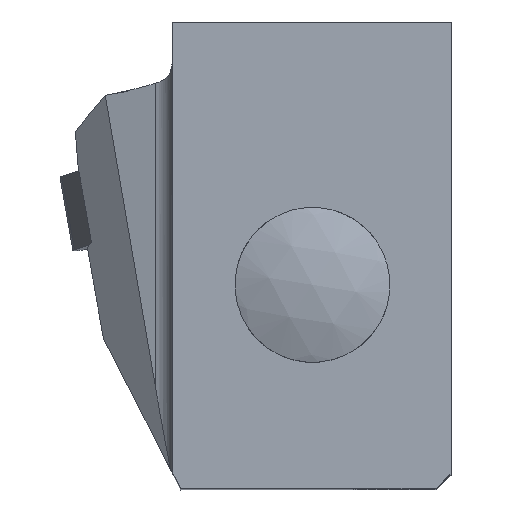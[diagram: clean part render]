
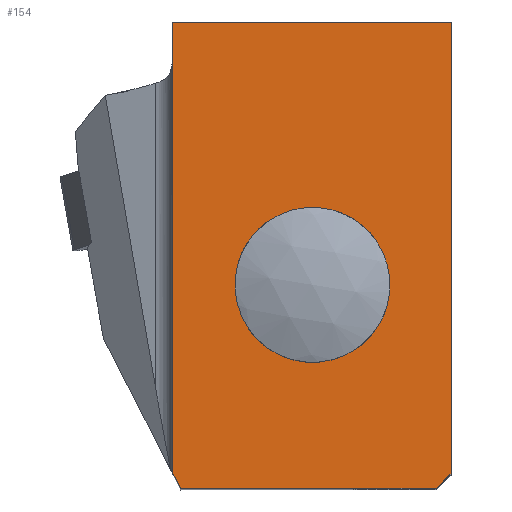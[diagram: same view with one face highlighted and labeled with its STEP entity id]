
A CAD part, top view. The second image highlights one B-rep face of the part: STEP entity #154.
In plain terms, the highlighted planar face has unit normal (0, 0, 1).
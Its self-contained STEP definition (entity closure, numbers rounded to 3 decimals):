
#75=FACE_BOUND('',#265,.T.);
#76=FACE_BOUND('',#266,.T.);
#111=PLANE('',#926);
#154=ADVANCED_FACE('',(#75,#76),#111,.T.);
#265=EDGE_LOOP('',(#382));
#266=EDGE_LOOP('',(#383,#384,#385,#386,#387,#388));
#304=CIRCLE('',#913,3.);
#382=ORIENTED_EDGE('',*,*,#645,.T.);
#383=ORIENTED_EDGE('',*,*,#657,.F.);
#384=ORIENTED_EDGE('',*,*,#658,.T.);
#385=ORIENTED_EDGE('',*,*,#659,.F.);
#386=ORIENTED_EDGE('',*,*,#660,.T.);
#387=ORIENTED_EDGE('',*,*,#651,.T.);
#388=ORIENTED_EDGE('',*,*,#661,.T.);
#560=VERTEX_POINT('',#1496);
#564=VERTEX_POINT('',#1511);
#565=VERTEX_POINT('',#1513);
#570=VERTEX_POINT('',#1525);
#571=VERTEX_POINT('',#1526);
#572=VERTEX_POINT('',#1528);
#573=VERTEX_POINT('',#1530);
#645=EDGE_CURVE('',#560,#560,#304,.T.);
#651=EDGE_CURVE('',#565,#564,#744,.T.);
#657=EDGE_CURVE('',#570,#571,#748,.T.);
#658=EDGE_CURVE('',#570,#572,#749,.T.);
#659=EDGE_CURVE('',#573,#572,#750,.T.);
#660=EDGE_CURVE('',#573,#565,#751,.T.);
#661=EDGE_CURVE('',#564,#571,#752,.T.);
#744=LINE('',#1512,#822);
#748=LINE('',#1524,#826);
#749=LINE('',#1527,#827);
#750=LINE('',#1529,#828);
#751=LINE('',#1531,#829);
#752=LINE('',#1532,#830);
#822=VECTOR('',#1053,1.);
#826=VECTOR('',#1063,1.);
#827=VECTOR('',#1064,1.);
#828=VECTOR('',#1065,1.);
#829=VECTOR('',#1066,1.);
#830=VECTOR('',#1067,1.);
#913=AXIS2_PLACEMENT_3D('',#1495,#1031,#1032);
#926=AXIS2_PLACEMENT_3D('',#1533,#1068,#1069);
#1031=DIRECTION('',(0.,0.,-1.));
#1032=DIRECTION('',(0.,-1.,0.));
#1053=DIRECTION('',(0.,-1.,0.));
#1063=DIRECTION('',(-1.,0.,0.));
#1064=DIRECTION('',(0.707,0.707,0.));
#1065=DIRECTION('',(-0.002,-1.,0.));
#1066=DIRECTION('',(-1.,0.,0.));
#1067=DIRECTION('',(0.454,-0.891,0.));
#1068=DIRECTION('',(0.,0.,1.));
#1069=DIRECTION('',(0.,-1.,0.));
#1495=CARTESIAN_POINT('',(8.89,-4.636,19.99));
#1496=CARTESIAN_POINT('',(8.89,-7.636,19.99));
#1511=CARTESIAN_POINT('',(0.,-16.623,19.99));
#1512=CARTESIAN_POINT('',(0.,12.128,19.99));
#1513=CARTESIAN_POINT('',(0.,12.128,19.99));
#1524=CARTESIAN_POINT('',(17.78,-17.59,19.99));
#1525=CARTESIAN_POINT('',(16.764,-17.59,19.99));
#1526=CARTESIAN_POINT('',(0.493,-17.59,19.99));
#1527=CARTESIAN_POINT('',(32.131,-2.223,19.99));
#1528=CARTESIAN_POINT('',(17.717,-16.637,19.99));
#1529=CARTESIAN_POINT('',(17.78,12.128,19.99));
#1530=CARTESIAN_POINT('',(17.78,12.128,19.99));
#1531=CARTESIAN_POINT('',(17.78,12.128,19.99));
#1532=CARTESIAN_POINT('',(-7.965,-0.99,19.99));
#1533=CARTESIAN_POINT('',(17.78,12.128,19.99));
